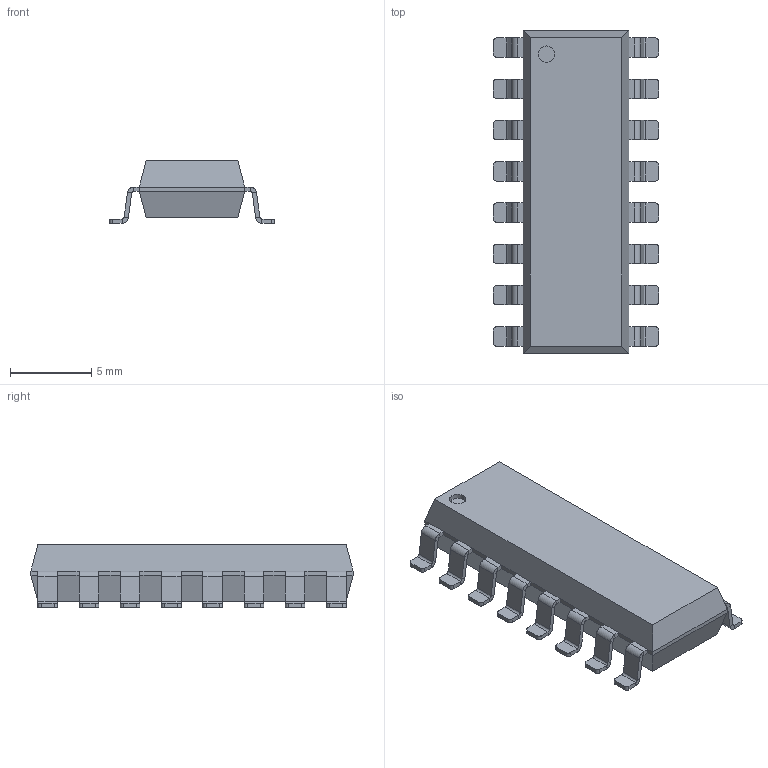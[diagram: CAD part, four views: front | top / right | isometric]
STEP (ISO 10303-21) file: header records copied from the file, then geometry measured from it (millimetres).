
FILE_DESCRIPTION (( 'STEP AP214' ), '1' );
FILE_NAME ('3651BFBD-62A8-45F8-81FA-50A84D269754.STEP', '2023-11-22T15:01:48', ( '' ), ( '' ), 'SwSTEP 2.0', 'SolidWorks 2022', '' );
FILE_SCHEMA (( 'AUTOMOTIVE_DESIGN' ));
Length unit declared in the file: millimetre
Products named in the file (1): 3651BFBD-62A8-45F8-81FA-50A84D269754
Bounding box: 10.16 x 19.84 x 3.85 mm (x, y, z)
Volume: 431.7 mm3; surface area: 556.2 mm2
Topology: 1 solids, 1 shells, 401 faces, 866 edges, 468 vertices
Faces by surface type: plane 303, cylinder 98
Entity records: 14857 total; most frequent: DIRECTION 1866, CARTESIAN_POINT 1736, ORIENTED_EDGE 1732, EDGE_CURVE 866, LINE 670, VECTOR 670, AXIS2_PLACEMENT_3D 598, VERTEX_POINT 468
